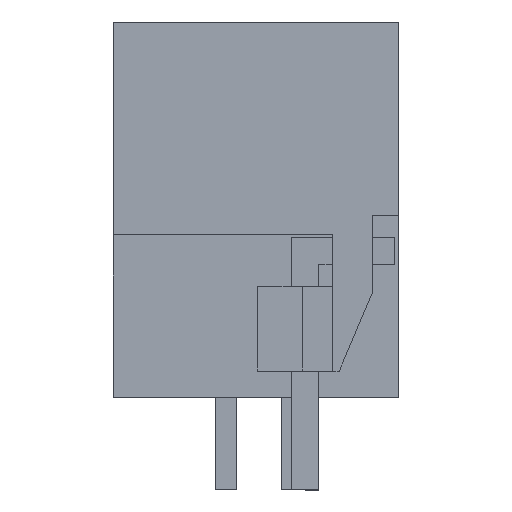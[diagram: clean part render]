
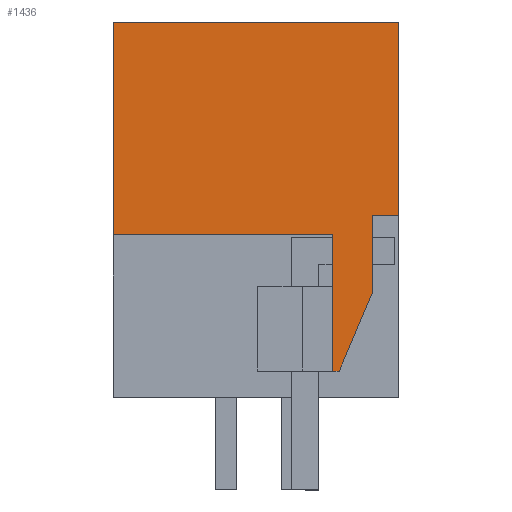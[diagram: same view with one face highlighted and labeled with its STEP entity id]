
A CAD part, left-side view. The second image highlights one B-rep face of the part: STEP entity #1436.
In plain terms, the highlighted planar face has unit normal (-1, 0, 0).
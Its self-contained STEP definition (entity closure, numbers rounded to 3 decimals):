
#1383=AXIS2_PLACEMENT_3D('Plane Axis2P3D',#1380,#1381,#1382) ;
#183=CARTESIAN_POINT('Vertex',(0.,10.8,17.7)) ;
#186=CARTESIAN_POINT('Line Origine',(0.,5.4,17.7)) ;
#190=CARTESIAN_POINT('Vertex',(0.,0.,17.7)) ;
#541=CARTESIAN_POINT('Line Origine',(0.,0.,14.05)) ;
#545=CARTESIAN_POINT('Vertex',(0.,0.,10.4)) ;
#862=CARTESIAN_POINT('Vertex',(0.,10.8,9.65)) ;
#865=CARTESIAN_POINT('Line Origine',(0.,10.8,13.675)) ;
#1380=CARTESIAN_POINT('Axis2P3D Location',(0.,10.8,0.)) ;
#1385=CARTESIAN_POINT('Line Origine',(0.,6.65,9.65)) ;
#1389=CARTESIAN_POINT('Vertex',(0.,2.5,9.65)) ;
#1392=CARTESIAN_POINT('Line Origine',(0.,2.5,7.075)) ;
#1396=CARTESIAN_POINT('Vertex',(0.,2.5,4.5)) ;
#1399=CARTESIAN_POINT('Line Origine',(0.,2.375,4.5)) ;
#1403=CARTESIAN_POINT('Vertex',(0.,2.25,4.5)) ;
#1406=CARTESIAN_POINT('Line Origine',(0.,1.623,5.979)) ;
#1410=CARTESIAN_POINT('Vertex',(0.,0.997,7.458)) ;
#1413=CARTESIAN_POINT('Line Origine',(0.,0.997,8.929)) ;
#1417=CARTESIAN_POINT('Vertex',(0.,0.997,10.4)) ;
#1420=CARTESIAN_POINT('Line Origine',(0.,0.498,10.4)) ;
#187=DIRECTION('Vector Direction',(0.,-1.,0.)) ;
#542=DIRECTION('Vector Direction',(0.,0.,1.)) ;
#866=DIRECTION('Vector Direction',(0.,0.,1.)) ;
#1381=DIRECTION('Axis2P3D Direction',(-1.,0.,0.)) ;
#1382=DIRECTION('Axis2P3D XDirection',(0.,-1.,0.)) ;
#1386=DIRECTION('Vector Direction',(0.,1.,0.)) ;
#1393=DIRECTION('Vector Direction',(0.,0.,1.)) ;
#1400=DIRECTION('Vector Direction',(0.,-1.,0.)) ;
#1407=DIRECTION('Vector Direction',(0.,0.39,-0.921)) ;
#1414=DIRECTION('Vector Direction',(0.,0.,1.)) ;
#1421=DIRECTION('Vector Direction',(0.,-1.,0.)) ;
#188=VECTOR('Line Direction',#187,1.) ;
#543=VECTOR('Line Direction',#542,1.) ;
#867=VECTOR('Line Direction',#866,1.) ;
#1387=VECTOR('Line Direction',#1386,1.) ;
#1394=VECTOR('Line Direction',#1393,1.) ;
#1401=VECTOR('Line Direction',#1400,1.) ;
#1408=VECTOR('Line Direction',#1407,1.) ;
#1415=VECTOR('Line Direction',#1414,1.) ;
#1422=VECTOR('Line Direction',#1421,1.) ;
#1426=ORIENTED_EDGE('',*,*,#547,.T.) ;
#1427=ORIENTED_EDGE('',*,*,#192,.T.) ;
#1428=ORIENTED_EDGE('',*,*,#869,.T.) ;
#1429=ORIENTED_EDGE('',*,*,#1391,.F.) ;
#1430=ORIENTED_EDGE('',*,*,#1398,.F.) ;
#1431=ORIENTED_EDGE('',*,*,#1405,.F.) ;
#1432=ORIENTED_EDGE('',*,*,#1412,.F.) ;
#1433=ORIENTED_EDGE('',*,*,#1419,.F.) ;
#1434=ORIENTED_EDGE('',*,*,#1424,.F.) ;
#1436=ADVANCED_FACE('HOUSING',(#1435),#1384,.T.) ;
#192=EDGE_CURVE('',#191,#184,#189,.F.) ;
#547=EDGE_CURVE('',#546,#191,#544,.T.) ;
#869=EDGE_CURVE('',#184,#863,#868,.F.) ;
#1391=EDGE_CURVE('',#1390,#863,#1388,.T.) ;
#1398=EDGE_CURVE('',#1397,#1390,#1395,.T.) ;
#1405=EDGE_CURVE('',#1404,#1397,#1402,.F.) ;
#1412=EDGE_CURVE('',#1411,#1404,#1409,.T.) ;
#1419=EDGE_CURVE('',#1418,#1411,#1416,.F.) ;
#1424=EDGE_CURVE('',#546,#1418,#1423,.F.) ;
#1425=EDGE_LOOP('',(#1426,#1427,#1428,#1429,#1430,#1431,#1432,#1433,#1434)) ;
#1435=FACE_OUTER_BOUND('',#1425,.T.) ;
#189=LINE('Line',#186,#188) ;
#544=LINE('Line',#541,#543) ;
#868=LINE('Line',#865,#867) ;
#1388=LINE('Line',#1385,#1387) ;
#1395=LINE('Line',#1392,#1394) ;
#1402=LINE('Line',#1399,#1401) ;
#1409=LINE('Line',#1406,#1408) ;
#1416=LINE('Line',#1413,#1415) ;
#1423=LINE('Line',#1420,#1422) ;
#1384=PLANE('',#1383) ;
#184=VERTEX_POINT('',#183) ;
#191=VERTEX_POINT('',#190) ;
#546=VERTEX_POINT('',#545) ;
#863=VERTEX_POINT('',#862) ;
#1390=VERTEX_POINT('',#1389) ;
#1397=VERTEX_POINT('',#1396) ;
#1404=VERTEX_POINT('',#1403) ;
#1411=VERTEX_POINT('',#1410) ;
#1418=VERTEX_POINT('',#1417) ;
